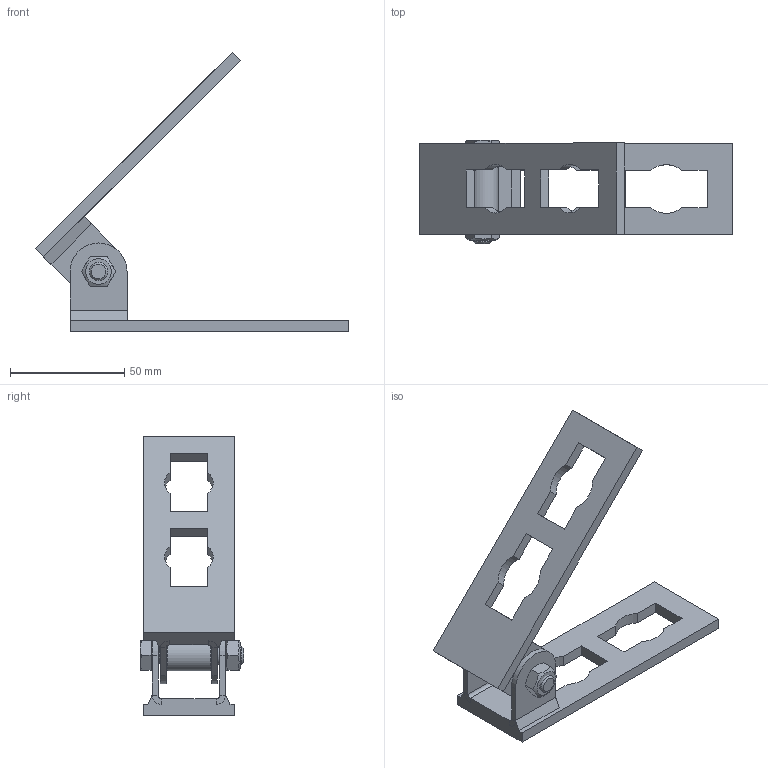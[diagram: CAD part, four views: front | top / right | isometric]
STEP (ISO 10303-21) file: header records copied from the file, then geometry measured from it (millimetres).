
FILE_DESCRIPTION((''),'2;1');
FILE_NAME('152314.stp','2013-04-29T13:54:26',('DMK009'),(''),'Autodesk Inventor 2012','Autodesk Inventor 2012','');
FILE_SCHEMA(('AUTOMOTIVE_DESIGN { 1 0 10303 214 1 1 1 1 }'));
Length unit declared in the file: millimetre
Products named in the file (1): 152314
Bounding box: 137.08 x 45.3 x 122.67 mm (x, y, z)
Volume: 51660.5 mm3; surface area: 29346.6 mm2
Topology: 3 solids, 3 shells, 122 faces, 313 edges, 203 vertices
Faces by surface type: plane 84, cylinder 26, cone 12
Full cylindrical faces by diameter (mm): 7.323 x1, 8 x2, 8.5 x1, 9 x4, 11.4 x1, 13.6 x1
Entity records: 3720 total; most frequent: CARTESIAN_POINT 663, DIRECTION 586, ORIENTED_EDGE 586, EDGE_CURVE 293, VERTEX_POINT 199, VECTOR 198, LINE 198, AXIS2_PLACEMENT_3D 194
